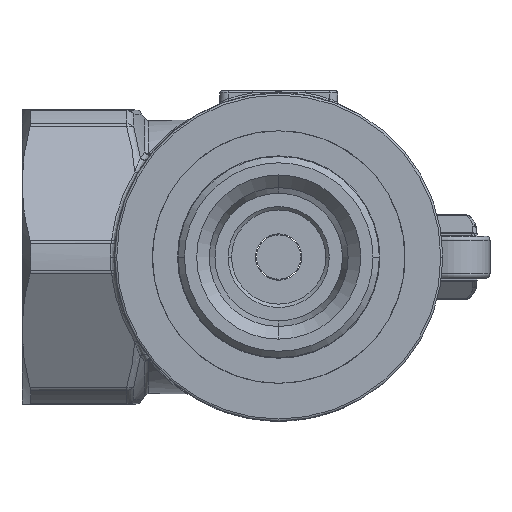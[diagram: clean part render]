
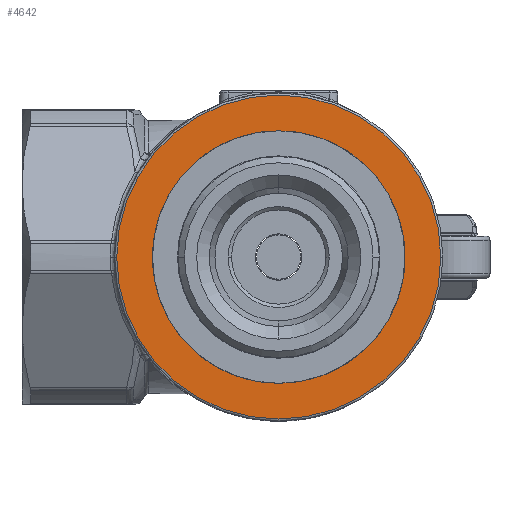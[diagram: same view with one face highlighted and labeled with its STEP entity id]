
A CAD part, front view. The second image highlights one B-rep face of the part: STEP entity #4642.
In plain terms, the highlighted planar face has unit normal (0, -1, 0).
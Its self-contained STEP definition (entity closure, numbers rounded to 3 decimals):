
#480 = CIRCLE ( 'NONE', #38634, 38.5 ) ;
#1864 = CARTESIAN_POINT ( 'NONE',  ( 0., -42., 25.75 ) ) ;
#3053 = DIRECTION ( 'NONE',  ( 0., 1., 0. ) ) ;
#3137 = FACE_BOUND ( 'NONE', #35675, .T. ) ;
#3283 = ORIENTED_EDGE ( 'NONE', *, *, #44126, .T. ) ;
#4385 = DIRECTION ( 'NONE',  ( 0., 1., 0. ) ) ;
#4525 = CIRCLE ( 'NONE', #7206, 25.75 ) ;
#4642 = ADVANCED_FACE ( 'NONE', ( #3137, #25558 ), #21424, .T. ) ;
#7206 = AXIS2_PLACEMENT_3D ( 'NONE', #27462, #4385, #31253 ) ;
#7478 = EDGE_LOOP ( 'NONE', ( #42687, #39037 ) ) ;
#10126 = VERTEX_POINT ( 'NONE', #1864 ) ;
#10304 = AXIS2_PLACEMENT_3D ( 'NONE', #26111, #3053, #29929 ) ;
#11805 = CARTESIAN_POINT ( 'NONE',  ( 0., -42., -25.75 ) ) ;
#12214 = CARTESIAN_POINT ( 'NONE',  ( 0., -42., 0. ) ) ;
#16021 = DIRECTION ( 'NONE',  ( 0., -1., 0. ) ) ;
#16199 = DIRECTION ( 'NONE',  ( -1., 0., 0. ) ) ;
#18908 = DIRECTION ( 'NONE',  ( -1., 0., 0. ) ) ;
#18956 = CARTESIAN_POINT ( 'NONE',  ( 0., -42., 0. ) ) ;
#19011 = DIRECTION ( 'NONE',  ( 0., -1., 0. ) ) ;
#21424 = PLANE ( 'NONE',  #48333 ) ;
#25558 = FACE_OUTER_BOUND ( 'NONE', #7478, .T. ) ;
#26111 = CARTESIAN_POINT ( 'NONE',  ( 0., -42., 0. ) ) ;
#26228 = CARTESIAN_POINT ( 'NONE',  ( 38.5, -42., 0. ) ) ;
#27207 = CIRCLE ( 'NONE', #10304, 25.75 ) ;
#27462 = CARTESIAN_POINT ( 'NONE',  ( 0., -42., 0. ) ) ;
#29449 = VERTEX_POINT ( 'NONE', #11805 ) ;
#29929 = DIRECTION ( 'NONE',  ( -1., 0., 0. ) ) ;
#30133 = CARTESIAN_POINT ( 'NONE',  ( -38.5, -42., 0. ) ) ;
#31253 = DIRECTION ( 'NONE',  ( -1., 0., 0. ) ) ;
#35675 = EDGE_LOOP ( 'NONE', ( #37739, #3283 ) ) ;
#36077 = EDGE_CURVE ( 'NONE', #29449, #10126, #4525, .T. ) ;
#36084 = AXIS2_PLACEMENT_3D ( 'NONE', #38882, #16021, #42725 ) ;
#37353 = VERTEX_POINT ( 'NONE', #26228 ) ;
#37739 = ORIENTED_EDGE ( 'NONE', *, *, #36077, .T. ) ;
#37920 = VERTEX_POINT ( 'NONE', #30133 ) ;
#38634 = AXIS2_PLACEMENT_3D ( 'NONE', #12214, #39044, #16199 ) ;
#38882 = CARTESIAN_POINT ( 'NONE',  ( 0., -42., 0. ) ) ;
#39037 = ORIENTED_EDGE ( 'NONE', *, *, #44272, .T. ) ;
#39044 = DIRECTION ( 'NONE',  ( 0., -1., 0. ) ) ;
#41217 = CIRCLE ( 'NONE', #36084, 38.5 ) ;
#42687 = ORIENTED_EDGE ( 'NONE', *, *, #44255, .T. ) ;
#42725 = DIRECTION ( 'NONE',  ( -1., 0., 0. ) ) ;
#44126 = EDGE_CURVE ( 'NONE', #10126, #29449, #27207, .T. ) ;
#44255 = EDGE_CURVE ( 'NONE', #37353, #37920, #41217, .T. ) ;
#44272 = EDGE_CURVE ( 'NONE', #37920, #37353, #480, .T. ) ;
#48333 = AXIS2_PLACEMENT_3D ( 'NONE', #18956, #19011, #18908 ) ;
